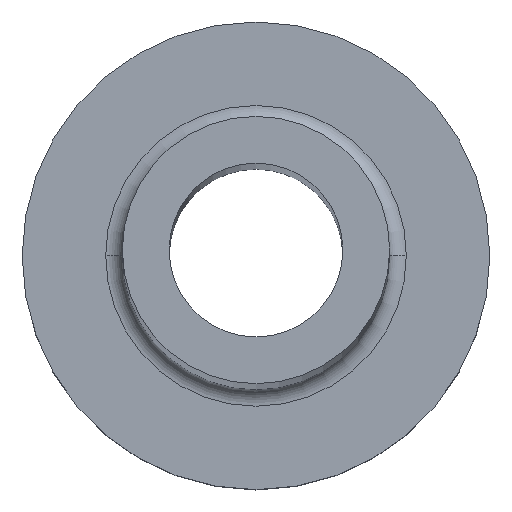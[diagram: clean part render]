
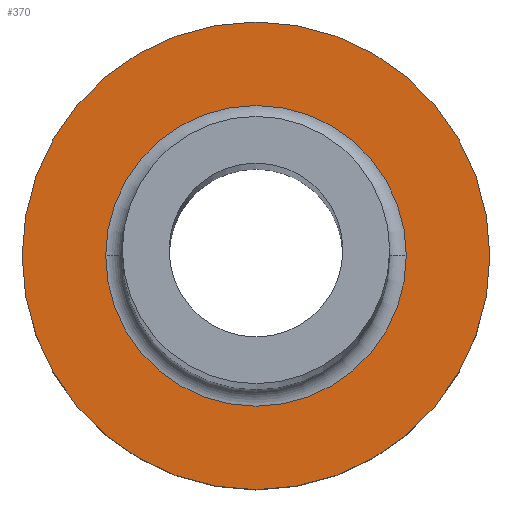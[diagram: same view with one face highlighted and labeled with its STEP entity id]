
A CAD part, top view. The second image highlights one B-rep face of the part: STEP entity #370.
In plain terms, the highlighted planar face has unit normal (0, 0, 1).
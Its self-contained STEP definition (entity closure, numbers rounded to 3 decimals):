
#10 = AXIS2_PLACEMENT_3D ( 'NONE', #108, #147, #352 ) ;
#14 = CARTESIAN_POINT ( 'NONE',  ( -4.5, 0., 5. ) ) ;
#15 = CARTESIAN_POINT ( 'NONE',  ( 0., 0., 5. ) ) ;
#17 = AXIS2_PLACEMENT_3D ( 'NONE', #100, #135, #371 ) ;
#20 = EDGE_LOOP ( 'NONE', ( #169, #274 ) ) ;
#22 = DIRECTION ( 'NONE',  ( 1., 0., 0. ) ) ;
#45 = DIRECTION ( 'NONE',  ( 0., 0., 1. ) ) ;
#46 = VERTEX_POINT ( 'NONE', #14 ) ;
#47 = CARTESIAN_POINT ( 'NONE',  ( 0., 0., 5. ) ) ;
#62 = VERTEX_POINT ( 'NONE', #198 ) ;
#74 = CARTESIAN_POINT ( 'NONE',  ( 4.5, 0., 5. ) ) ;
#80 = PLANE ( 'NONE',  #94 ) ;
#91 = VERTEX_POINT ( 'NONE', #343 ) ;
#94 = AXIS2_PLACEMENT_3D ( 'NONE', #262, #114, #22 ) ;
#100 = CARTESIAN_POINT ( 'NONE',  ( 0., 0., 5. ) ) ;
#108 = CARTESIAN_POINT ( 'NONE',  ( 0., 0., 5. ) ) ;
#114 = DIRECTION ( 'NONE',  ( 0., 0., 1. ) ) ;
#135 = DIRECTION ( 'NONE',  ( 0., 0., -1. ) ) ;
#139 = DIRECTION ( 'NONE',  ( 1., 0., 0. ) ) ;
#147 = DIRECTION ( 'NONE',  ( 0., 0., -1. ) ) ;
#148 = CIRCLE ( 'NONE', #10, 4.5 ) ;
#169 = ORIENTED_EDGE ( 'NONE', *, *, #363, .T. ) ;
#170 = DIRECTION ( 'NONE',  ( 1., 0., 0. ) ) ;
#172 = AXIS2_PLACEMENT_3D ( 'NONE', #15, #45, #139 ) ;
#187 = CIRCLE ( 'NONE', #17, 4.5 ) ;
#196 = CIRCLE ( 'NONE', #364, 7. ) ;
#198 = CARTESIAN_POINT ( 'NONE',  ( 7., 0., 5. ) ) ;
#214 = EDGE_LOOP ( 'NONE', ( #219, #355 ) ) ;
#219 = ORIENTED_EDGE ( 'NONE', *, *, #324, .T. ) ;
#230 = FACE_BOUND ( 'NONE', #20, .T. ) ;
#231 = EDGE_CURVE ( 'NONE', #46, #302, #187, .T. ) ;
#238 = CIRCLE ( 'NONE', #172, 7. ) ;
#243 = EDGE_CURVE ( 'NONE', #62, #91, #238, .T. ) ;
#262 = CARTESIAN_POINT ( 'NONE',  ( 0., 0., 5. ) ) ;
#274 = ORIENTED_EDGE ( 'NONE', *, *, #231, .T. ) ;
#302 = VERTEX_POINT ( 'NONE', #74 ) ;
#324 = EDGE_CURVE ( 'NONE', #91, #62, #196, .T. ) ;
#335 = DIRECTION ( 'NONE',  ( 0., 0., 1. ) ) ;
#343 = CARTESIAN_POINT ( 'NONE',  ( -7., 0., 5. ) ) ;
#346 = FACE_OUTER_BOUND ( 'NONE', #214, .T. ) ;
#352 = DIRECTION ( 'NONE',  ( 1., 0., 0. ) ) ;
#355 = ORIENTED_EDGE ( 'NONE', *, *, #243, .T. ) ;
#363 = EDGE_CURVE ( 'NONE', #302, #46, #148, .T. ) ;
#364 = AXIS2_PLACEMENT_3D ( 'NONE', #47, #335, #170 ) ;
#370 = ADVANCED_FACE ( 'NONE', ( #230, #346 ), #80, .T. ) ;
#371 = DIRECTION ( 'NONE',  ( 1., 0., 0. ) ) ;
